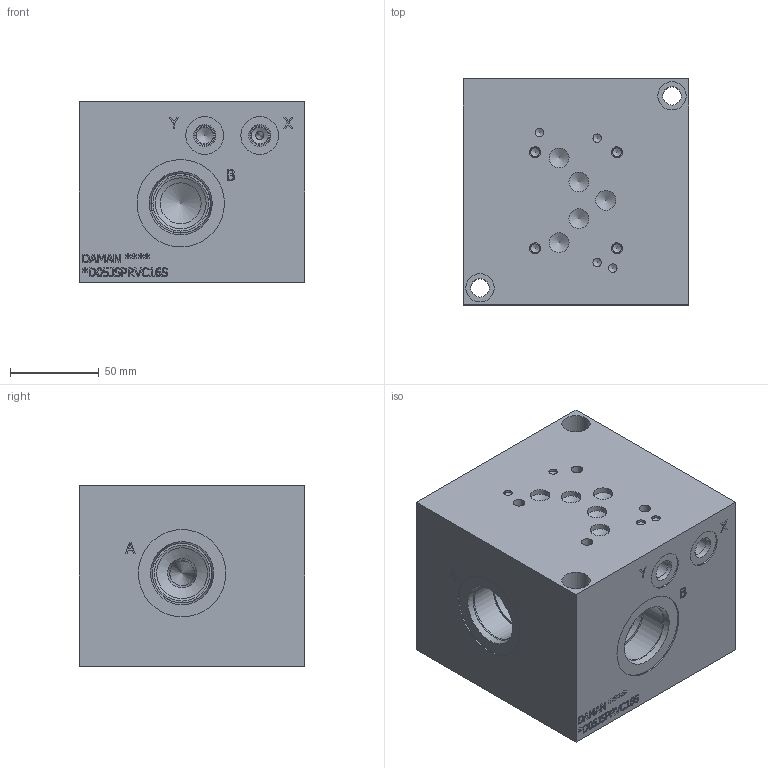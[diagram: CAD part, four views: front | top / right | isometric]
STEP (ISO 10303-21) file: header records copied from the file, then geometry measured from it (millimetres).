
FILE_DESCRIPTION(/* description */ (''),/* implementation_level */ '2;1');
FILE_NAME(/* name */ '_D05JSPRVC16S.stp',/* time_stamp */ '2021-12-15T13:20:59-05:00',/* author */ ('bobbyh'),/* organization */ (''),/* preprocessor_version */ 'ST-DEVELOPER v18',/* originating_system */ 'Autodesk Inventor 2020',/* authorisation */ '');
FILE_SCHEMA (('AUTOMOTIVE_DESIGN { 1 0 10303 214 3 1 1 }'));
Length unit declared in the file: millimetre
Products named in the file (1): Part__D05JSPRVC16S_3D
Bounding box: 127 x 127 x 101.6 mm (x, y, z)
Volume: 1359945.9 mm3; surface area: 124905.6 mm2
Topology: 1 solids, 1 shells, 704 faces, 1913 edges, 1281 vertices
Faces by surface type: plane 385, bspline 159, cylinder 86, cone 74
Full cylindrical faces by diameter (mm): 4.775 x4, 5.105 x4, 6.35 x4, 9.525 x4, 9.881 x4, 10.312 x2, 11.125 x9, 12.395 x3, 14.275 x1, 15.875 x2, 19.05 x1, 21.285 x4, 23.012 x3, 28.575 x6, 28.62 x1, 31.267 x6, 31.344 x1, 33.34 x2, 33.35 x5, 33.71 x1, 33.757 x6, 35.509 x5, 44.45 x1, 49.124 x6
Entity records: 23563 total; most frequent: CARTESIAN_POINT 6089, ORIENTED_EDGE 3784, DIRECTION 2960, EDGE_CURVE 1892, VERTEX_POINT 1281, LINE 1244, VECTOR 1244, AXIS2_PLACEMENT_3D 858
